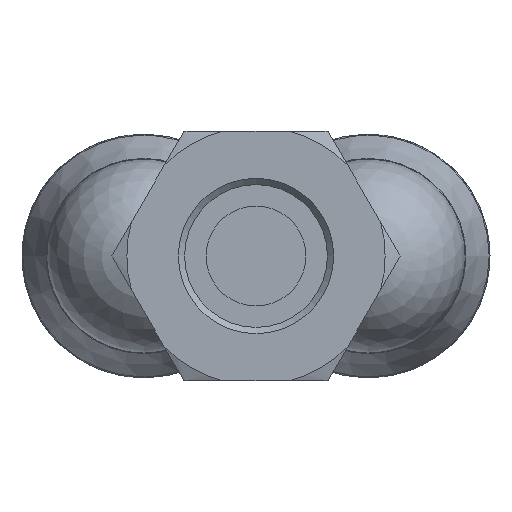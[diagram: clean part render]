
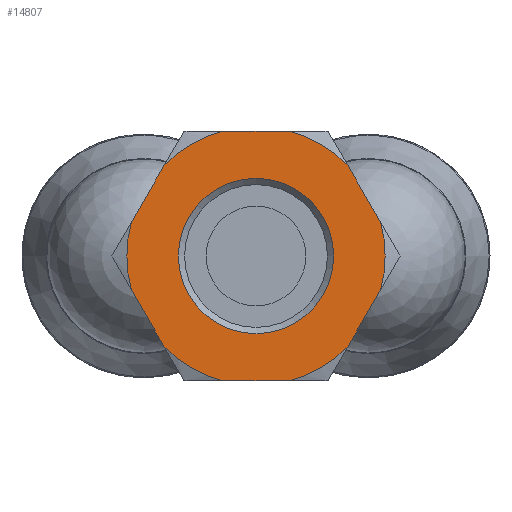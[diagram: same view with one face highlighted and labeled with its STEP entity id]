
A CAD part, front view. The second image highlights one B-rep face of the part: STEP entity #14807.
In plain terms, the highlighted face is planar.
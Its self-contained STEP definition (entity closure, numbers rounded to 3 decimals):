
#14683=CARTESIAN_POINT('',(-28.3,6.222,0.));
#14684=VERTEX_POINT('',#14683);
#14685=CARTESIAN_POINT('',(-28.3,0.,0.0));
#14686=DIRECTION('',(-1.0,0.0,0.0));
#14687=DIRECTION('',(0.0,-1.0,0.0));
#14688=AXIS2_PLACEMENT_3D('',#14685,#14686,#14687);
#14689=CIRCLE('',#14688,6.223);
#14690=EDGE_CURVE('',#14684,#14684,#14689,.T.);
#14695=CARTESIAN_POINT('',(-28.3,7.861,0.0));
#14696=DIRECTION('',(-1.0,0.0,0.0));
#14697=DIRECTION('',(0.0,0.0,1.0));
#14698=AXIS2_PLACEMENT_3D('',#14695,#14696,#14697);
#14699=PLANE('',#14698);
#14700=CARTESIAN_POINT('',(-28.3,9.989,2.699));
#14701=VERTEX_POINT('',#14700);
#14702=CARTESIAN_POINT('',(-28.3,9.989,-2.699));
#14703=VERTEX_POINT('',#14702);
#14704=CARTESIAN_POINT('',(-28.3,0.,0.0));
#14705=DIRECTION('',(-1.0,0.0,0.0));
#14706=DIRECTION('',(0.0,1.0,0.0));
#14707=AXIS2_PLACEMENT_3D('',#14704,#14705,#14706);
#14708=CIRCLE('',#14707,10.347);
#14709=EDGE_CURVE('',#14701,#14703,#14708,.T.);
#14710=ORIENTED_EDGE('',*,*,#14709,.T.);
#14711=CARTESIAN_POINT('',(-28.3,7.332,-7.301));
#14712=VERTEX_POINT('',#14711);
#14713=CARTESIAN_POINT('',(-28.3,7.332,-7.301));
#14714=DIRECTION('',(0.0,0.5,0.866));
#14715=VECTOR('',#14714,5.314);
#14716=LINE('',#14713,#14715);
#14717=EDGE_CURVE('',#14712,#14703,#14716,.T.);
#14718=ORIENTED_EDGE('',*,*,#14717,.F.);
#14719=CARTESIAN_POINT('',(-28.3,2.657,-10.));
#14720=VERTEX_POINT('',#14719);
#14721=CARTESIAN_POINT('',(-28.3,0.,0.0));
#14722=DIRECTION('',(-1.0,0.0,0.0));
#14723=DIRECTION('',(0.0,1.0,0.0));
#14724=AXIS2_PLACEMENT_3D('',#14721,#14722,#14723);
#14725=CIRCLE('',#14724,10.347);
#14726=EDGE_CURVE('',#14712,#14720,#14725,.T.);
#14727=ORIENTED_EDGE('',*,*,#14726,.T.);
#14728=CARTESIAN_POINT('',(-28.3,-2.657,-10.));
#14729=VERTEX_POINT('',#14728);
#14730=CARTESIAN_POINT('',(-28.3,-2.657,-10.));
#14731=DIRECTION('',(0.0,1.0,0.0));
#14732=VECTOR('',#14731,5.314);
#14733=LINE('',#14730,#14732);
#14734=EDGE_CURVE('',#14729,#14720,#14733,.T.);
#14735=ORIENTED_EDGE('',*,*,#14734,.F.);
#14736=CARTESIAN_POINT('',(-28.3,-7.332,-7.301));
#14737=VERTEX_POINT('',#14736);
#14738=CARTESIAN_POINT('',(-28.3,0.,0.0));
#14739=DIRECTION('',(-1.0,0.0,0.0));
#14740=DIRECTION('',(0.0,1.0,0.0));
#14741=AXIS2_PLACEMENT_3D('',#14738,#14739,#14740);
#14742=CIRCLE('',#14741,10.347);
#14743=EDGE_CURVE('',#14729,#14737,#14742,.T.);
#14744=ORIENTED_EDGE('',*,*,#14743,.T.);
#14745=CARTESIAN_POINT('',(-28.3,-9.989,-2.699));
#14746=VERTEX_POINT('',#14745);
#14747=CARTESIAN_POINT('',(-28.3,-9.989,-2.699));
#14748=DIRECTION('',(0.0,0.5,-0.866));
#14749=VECTOR('',#14748,5.314);
#14750=LINE('',#14747,#14749);
#14751=EDGE_CURVE('',#14746,#14737,#14750,.T.);
#14752=ORIENTED_EDGE('',*,*,#14751,.F.);
#14753=CARTESIAN_POINT('',(-28.3,-9.989,2.699));
#14754=VERTEX_POINT('',#14753);
#14755=CARTESIAN_POINT('',(-28.3,0.,0.0));
#14756=DIRECTION('',(-1.0,0.0,0.0));
#14757=DIRECTION('',(0.0,1.0,0.0));
#14758=AXIS2_PLACEMENT_3D('',#14755,#14756,#14757);
#14759=CIRCLE('',#14758,10.347);
#14760=EDGE_CURVE('',#14746,#14754,#14759,.T.);
#14761=ORIENTED_EDGE('',*,*,#14760,.T.);
#14762=CARTESIAN_POINT('',(-28.3,-7.332,7.301));
#14763=VERTEX_POINT('',#14762);
#14764=CARTESIAN_POINT('',(-28.3,-7.332,7.301));
#14765=DIRECTION('',(0.0,-0.5,-0.866));
#14766=VECTOR('',#14765,5.314);
#14767=LINE('',#14764,#14766);
#14768=EDGE_CURVE('',#14763,#14754,#14767,.T.);
#14769=ORIENTED_EDGE('',*,*,#14768,.F.);
#14770=CARTESIAN_POINT('',(-28.3,-2.657,10.));
#14771=VERTEX_POINT('',#14770);
#14772=CARTESIAN_POINT('',(-28.3,0.,0.0));
#14773=DIRECTION('',(-1.0,0.0,0.0));
#14774=DIRECTION('',(0.0,1.0,0.0));
#14775=AXIS2_PLACEMENT_3D('',#14772,#14773,#14774);
#14776=CIRCLE('',#14775,10.347);
#14777=EDGE_CURVE('',#14763,#14771,#14776,.T.);
#14778=ORIENTED_EDGE('',*,*,#14777,.T.);
#14779=CARTESIAN_POINT('',(-28.3,2.657,10.));
#14780=VERTEX_POINT('',#14779);
#14781=CARTESIAN_POINT('',(-28.3,2.657,10.));
#14782=DIRECTION('',(0.0,-1.0,0.0));
#14783=VECTOR('',#14782,5.314);
#14784=LINE('',#14781,#14783);
#14785=EDGE_CURVE('',#14780,#14771,#14784,.T.);
#14786=ORIENTED_EDGE('',*,*,#14785,.F.);
#14787=CARTESIAN_POINT('',(-28.3,7.332,7.301));
#14788=VERTEX_POINT('',#14787);
#14789=CARTESIAN_POINT('',(-28.3,0.,0.0));
#14790=DIRECTION('',(-1.0,0.0,0.0));
#14791=DIRECTION('',(0.0,1.0,0.0));
#14792=AXIS2_PLACEMENT_3D('',#14789,#14790,#14791);
#14793=CIRCLE('',#14792,10.347);
#14794=EDGE_CURVE('',#14780,#14788,#14793,.T.);
#14795=ORIENTED_EDGE('',*,*,#14794,.T.);
#14796=CARTESIAN_POINT('',(-28.3,9.989,2.699));
#14797=DIRECTION('',(0.0,-0.5,0.866));
#14798=VECTOR('',#14797,5.314);
#14799=LINE('',#14796,#14798);
#14800=EDGE_CURVE('',#14701,#14788,#14799,.T.);
#14801=ORIENTED_EDGE('',*,*,#14800,.F.);
#14802=EDGE_LOOP('',(#14710,#14718,#14727,#14735,#14744,#14752,#14761,#14769,#14778,#14786,#14795,#14801));
#14803=FACE_OUTER_BOUND('',#14802,.T.);
#14804=ORIENTED_EDGE('',*,*,#14690,.F.);
#14805=EDGE_LOOP('',(#14804));
#14806=FACE_BOUND('',#14805,.T.);
#14807=ADVANCED_FACE('',(#14803,#14806),#14699,.T.);
